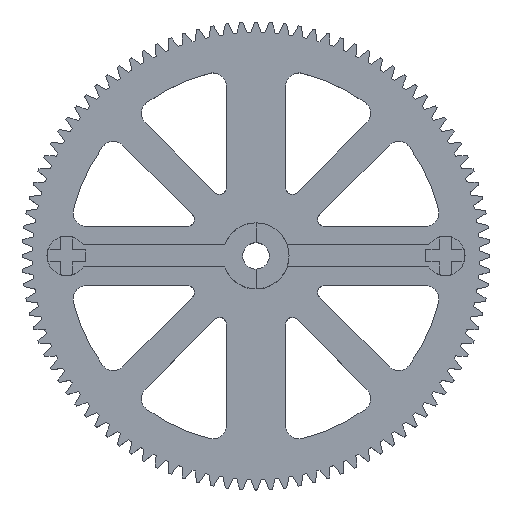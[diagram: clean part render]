
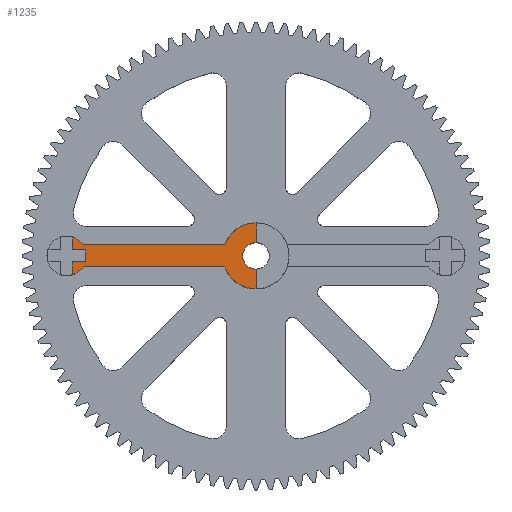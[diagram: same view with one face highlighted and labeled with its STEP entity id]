
A CAD part, top view. The second image highlights one B-rep face of the part: STEP entity #1235.
In plain terms, the highlighted planar face has unit normal (0, 0, 1).
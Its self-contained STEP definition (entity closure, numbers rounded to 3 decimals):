
#720=CIRCLE('',#10886,2.5);
#721=CIRCLE('',#10887,1.5);
#722=CIRCLE('',#10888,1.5);
#723=CIRCLE('',#10889,2.5);
#724=CIRCLE('',#10890,1.);
#1235=ADVANCED_FACE('',(#2000),#1538,.F.);
#1538=PLANE('',#10891);
#2000=FACE_OUTER_BOUND('',#2496,.T.);
#2496=EDGE_LOOP('',(#4341,#4342,#4343,#4344,#4345,#4346,#4347,#4348,#4349,
#4350,#4351,#4352,#4353,#4354));
#4341=ORIENTED_EDGE('',*,*,#7867,.F.);
#4342=ORIENTED_EDGE('',*,*,#7868,.F.);
#4343=ORIENTED_EDGE('',*,*,#7869,.F.);
#4344=ORIENTED_EDGE('',*,*,#7855,.F.);
#4345=ORIENTED_EDGE('',*,*,#7758,.F.);
#4346=ORIENTED_EDGE('',*,*,#7740,.F.);
#4347=ORIENTED_EDGE('',*,*,#7756,.F.);
#4348=ORIENTED_EDGE('',*,*,#7816,.F.);
#4349=ORIENTED_EDGE('',*,*,#7870,.F.);
#4350=ORIENTED_EDGE('',*,*,#7871,.F.);
#4351=ORIENTED_EDGE('',*,*,#7872,.F.);
#4352=ORIENTED_EDGE('',*,*,#7866,.F.);
#4353=ORIENTED_EDGE('',*,*,#7873,.T.);
#4354=ORIENTED_EDGE('',*,*,#7860,.F.);
#6355=VERTEX_POINT('',#16393);
#6356=VERTEX_POINT('',#16395);
#6366=VERTEX_POINT('',#16425);
#6368=VERTEX_POINT('',#16431);
#6406=VERTEX_POINT('',#16545);
#6432=VERTEX_POINT('',#16625);
#6433=VERTEX_POINT('',#16629);
#6436=VERTEX_POINT('',#16634);
#6439=VERTEX_POINT('',#16644);
#6440=VERTEX_POINT('',#16646);
#6441=VERTEX_POINT('',#16650);
#6442=VERTEX_POINT('',#16652);
#6443=VERTEX_POINT('',#16655);
#6444=VERTEX_POINT('',#16657);
#7740=EDGE_CURVE('',#6355,#6356,#8839,.T.);
#7756=EDGE_CURVE('',#6366,#6355,#8855,.T.);
#7758=EDGE_CURVE('',#6356,#6368,#8857,.T.);
#7816=EDGE_CURVE('',#6406,#6366,#8897,.T.);
#7855=EDGE_CURVE('',#6368,#6432,#8925,.T.);
#7860=EDGE_CURVE('',#6436,#6433,#8930,.T.);
#7866=EDGE_CURVE('',#6440,#6439,#8934,.T.);
#7867=EDGE_CURVE('',#6441,#6436,#720,.T.);
#7868=EDGE_CURVE('',#6442,#6441,#8935,.T.);
#7869=EDGE_CURVE('',#6432,#6442,#721,.T.);
#7870=EDGE_CURVE('',#6443,#6406,#722,.T.);
#7871=EDGE_CURVE('',#6444,#6443,#8936,.T.);
#7872=EDGE_CURVE('',#6439,#6444,#723,.T.);
#7873=EDGE_CURVE('',#6440,#6433,#724,.T.);
#8839=LINE('',#16394,#9827);
#8855=LINE('',#16426,#9843);
#8857=LINE('',#16430,#9845);
#8897=LINE('',#16546,#9885);
#8925=LINE('',#16624,#9913);
#8930=LINE('',#16635,#9918);
#8934=LINE('',#16647,#9922);
#8935=LINE('',#16651,#9923);
#8936=LINE('',#16656,#9924);
#9827=VECTOR('',#13390,1.);
#9843=VECTOR('',#13416,1.);
#9845=VECTOR('',#13420,1.);
#9885=VECTOR('',#13534,1.);
#9913=VECTOR('',#13612,1.);
#9918=VECTOR('',#13619,1.);
#9922=VECTOR('',#13631,1.);
#9923=VECTOR('',#13636,1.);
#9924=VECTOR('',#13641,1.);
#10886=AXIS2_PLACEMENT_3D('',#16649,#13634,#13635);
#10887=AXIS2_PLACEMENT_3D('',#16653,#13637,#13638);
#10888=AXIS2_PLACEMENT_3D('',#16654,#13639,#13640);
#10889=AXIS2_PLACEMENT_3D('',#16658,#13642,#13643);
#10890=AXIS2_PLACEMENT_3D('',#16659,#13644,#13645);
#10891=AXIS2_PLACEMENT_3D('',#16660,#13646,#13647);
#13390=DIRECTION('',(0.,1.,0.));
#13416=DIRECTION('',(1.,0.,0.));
#13420=DIRECTION('',(-1.,0.,0.));
#13534=DIRECTION('',(0.,1.,0.));
#13612=DIRECTION('',(0.,1.,0.));
#13619=DIRECTION('',(0.,-1.,0.));
#13631=DIRECTION('',(0.,-1.,0.));
#13634=DIRECTION('',(0.,0.,-1.));
#13635=DIRECTION('',(1.,0.,0.));
#13636=DIRECTION('',(1.,0.,0.));
#13637=DIRECTION('',(0.,0.,-1.));
#13638=DIRECTION('',(1.,0.,0.));
#13639=DIRECTION('',(0.,0.,-1.));
#13640=DIRECTION('',(1.,0.,0.));
#13641=DIRECTION('',(-1.,0.,0.));
#13642=DIRECTION('',(0.,0.,-1.));
#13643=DIRECTION('',(1.,0.,0.));
#13644=DIRECTION('',(0.,0.,-1.));
#13645=DIRECTION('',(1.,0.,0.));
#13646=DIRECTION('',(0.,0.,-1.));
#13647=DIRECTION('',(-1.,0.,0.));
#16393=CARTESIAN_POINT('',(-12.867,-0.45,7.));
#16394=CARTESIAN_POINT('',(-12.867,0.45,7.));
#16395=CARTESIAN_POINT('',(-12.867,0.45,7.));
#16425=CARTESIAN_POINT('',(-13.863,-0.45,7.));
#16426=CARTESIAN_POINT('',(-12.867,-0.45,7.));
#16430=CARTESIAN_POINT('',(-13.863,0.45,7.));
#16431=CARTESIAN_POINT('',(-13.863,0.45,7.));
#16545=CARTESIAN_POINT('',(-13.863,-1.431,7.));
#16546=CARTESIAN_POINT('',(-13.863,0.,7.));
#16624=CARTESIAN_POINT('',(-13.863,0.,7.));
#16625=CARTESIAN_POINT('',(-13.863,1.431,7.));
#16629=CARTESIAN_POINT('',(0.,1.,7.));
#16634=CARTESIAN_POINT('',(0.,2.5,7.));
#16635=CARTESIAN_POINT('',(0.,0.,7.));
#16644=CARTESIAN_POINT('',(0.,-2.5,7.));
#16646=CARTESIAN_POINT('',(0.,-1.,7.));
#16647=CARTESIAN_POINT('',(0.,0.,7.));
#16649=CARTESIAN_POINT('',(0.,0.,7.));
#16650=CARTESIAN_POINT('',(-2.358,0.829,7.));
#16651=CARTESIAN_POINT('',(-13.063,0.829,7.));
#16652=CARTESIAN_POINT('',(-13.063,0.829,7.));
#16653=CARTESIAN_POINT('',(-14.313,0.,7.));
#16654=CARTESIAN_POINT('',(-14.313,0.,7.));
#16655=CARTESIAN_POINT('',(-13.063,-0.829,7.));
#16656=CARTESIAN_POINT('',(-2.199,-0.829,7.));
#16657=CARTESIAN_POINT('',(-2.358,-0.829,7.));
#16658=CARTESIAN_POINT('',(0.,0.,7.));
#16659=CARTESIAN_POINT('',(0.,0.,7.));
#16660=CARTESIAN_POINT('',(-14.313,0.,7.));
